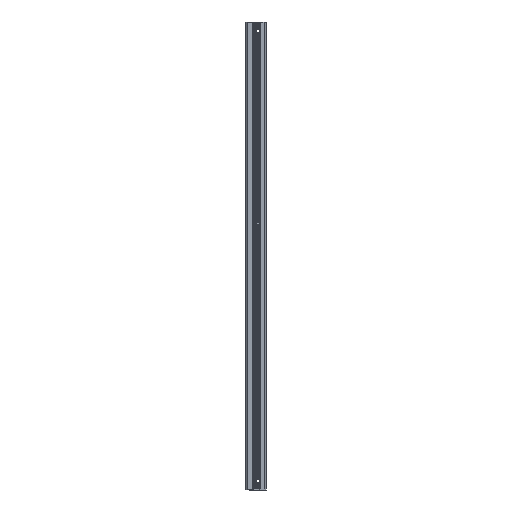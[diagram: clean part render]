
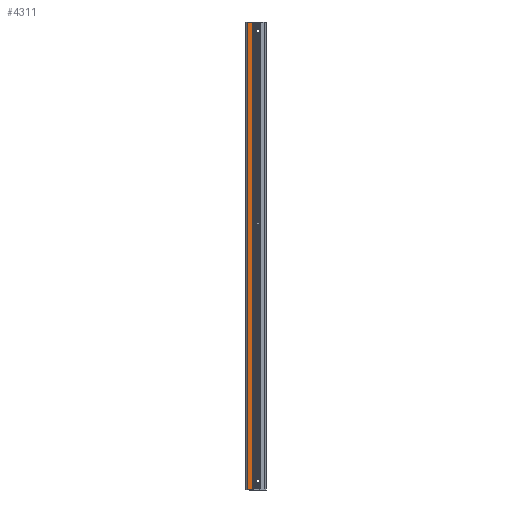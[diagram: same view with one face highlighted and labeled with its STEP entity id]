
A CAD part, left-side view. The second image highlights one B-rep face of the part: STEP entity #4311.
In plain terms, the highlighted planar face has unit normal (-1, 0, 0).
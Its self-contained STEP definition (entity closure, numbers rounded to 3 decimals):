
#447 = DIRECTION ( 'NONE',  ( 0., -1., 0. ) ) ;
#945 = VECTOR ( 'NONE', #5560, 1000. ) ;
#955 = LINE ( 'NONE', #6153, #1629 ) ;
#1098 = EDGE_CURVE ( 'NONE', #4416, #4092, #7427, .T. ) ;
#1629 = VECTOR ( 'NONE', #6761, 1000. ) ;
#1707 = PLANE ( 'NONE',  #7253 ) ;
#1917 = ORIENTED_EDGE ( 'NONE', *, *, #1098, .T. ) ;
#1985 = VERTEX_POINT ( 'NONE', #4585 ) ;
#2332 = ORIENTED_EDGE ( 'NONE', *, *, #3037, .T. ) ;
#2552 = LINE ( 'NONE', #4409, #945 ) ;
#2735 = VERTEX_POINT ( 'NONE', #4020 ) ;
#3037 = EDGE_CURVE ( 'NONE', #2735, #4416, #955, .T. ) ;
#3176 = ORIENTED_EDGE ( 'NONE', *, *, #3696, .T. ) ;
#3270 = CARTESIAN_POINT ( 'NONE',  ( -7.5, -1.5, 0. ) ) ;
#3696 = EDGE_CURVE ( 'NONE', #4092, #1985, #2552, .T. ) ;
#3831 = LINE ( 'NONE', #7035, #5217 ) ;
#4020 = CARTESIAN_POINT ( 'NONE',  ( -7.5, 3.35, 420. ) ) ;
#4039 = DIRECTION ( 'NONE',  ( 0., 1., 0. ) ) ;
#4092 = VERTEX_POINT ( 'NONE', #3270 ) ;
#4311 = ADVANCED_FACE ( 'NONE', ( #7477 ), #1707, .F. ) ;
#4409 = CARTESIAN_POINT ( 'NONE',  ( -7.5, -1.5, 420. ) ) ;
#4416 = VERTEX_POINT ( 'NONE', #7726 ) ;
#4585 = CARTESIAN_POINT ( 'NONE',  ( -7.5, -1.5, 420. ) ) ;
#4635 = DIRECTION ( 'NONE',  ( 1., 0., 0. ) ) ;
#5217 = VECTOR ( 'NONE', #447, 1000. ) ;
#5412 = DIRECTION ( 'NONE',  ( 0., -1., 0. ) ) ;
#5560 = DIRECTION ( 'NONE',  ( 0., 0., 1. ) ) ;
#5895 = CARTESIAN_POINT ( 'NONE',  ( -7.5, 2.6, 420. ) ) ;
#6145 = EDGE_CURVE ( 'NONE', #2735, #1985, #3831, .T. ) ;
#6153 = CARTESIAN_POINT ( 'NONE',  ( -7.5, 3.35, 0. ) ) ;
#6201 = VECTOR ( 'NONE', #5412, 1000. ) ;
#6528 = EDGE_LOOP ( 'NONE', ( #1917, #3176, #6592, #2332 ) ) ;
#6592 = ORIENTED_EDGE ( 'NONE', *, *, #6145, .F. ) ;
#6761 = DIRECTION ( 'NONE',  ( 0., 0., -1. ) ) ;
#7035 = CARTESIAN_POINT ( 'NONE',  ( -7.5, 2.6, 420. ) ) ;
#7136 = CARTESIAN_POINT ( 'NONE',  ( -7.5, 2.6, 0. ) ) ;
#7253 = AXIS2_PLACEMENT_3D ( 'NONE', #5895, #4635, #4039 ) ;
#7427 = LINE ( 'NONE', #7136, #6201 ) ;
#7477 = FACE_OUTER_BOUND ( 'NONE', #6528, .T. ) ;
#7726 = CARTESIAN_POINT ( 'NONE',  ( -7.5, 3.35, 0. ) ) ;
